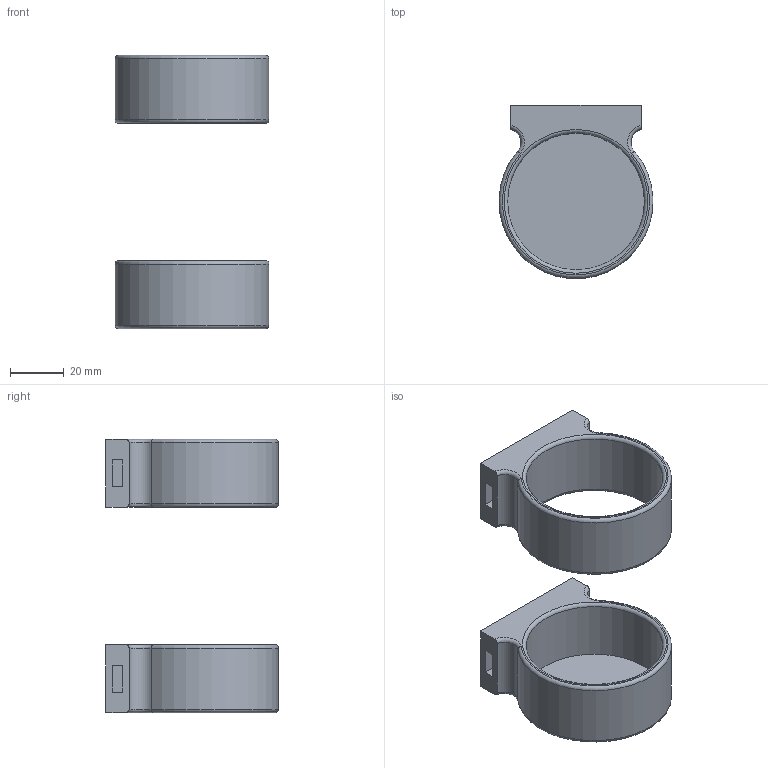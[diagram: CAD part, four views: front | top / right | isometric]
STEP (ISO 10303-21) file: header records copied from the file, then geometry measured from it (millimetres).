
FILE_DESCRIPTION(/* description */ (''),/* implementation_level */ '2;1');
FILE_NAME(/* name */ 'Vinyl Holder.step',/* time_stamp */ '2024-05-07T06:18:35-04:00',/* author */ (''),/* organization */ (''),/* preprocessor_version */ 'ST-DEVELOPER v20',/* originating_system */ 'Autodesk Translation Framework v12.20.1.177',/* authorisation */ '');
FILE_SCHEMA (('AUTOMOTIVE_DESIGN { 1 0 10303 214 3 1 1 }'));
Length unit declared in the file: inch
Products named in the file (3): Vinyl Holder; Bottom; Top
Assembly tree (2 placements, depth 2):
  Vinyl Holder
    Bottom
    Top
Bounding box: 57.11 x 64.06 x 101.4 mm (x, y, z)
Volume: 54698.1 mm3; surface area: 26539.5 mm2
Topology: 2 solids, 2 shells, 54 faces, 127 edges, 82 vertices
Faces by surface type: plane 31, torus 15, cylinder 8
Full cylindrical faces by diameter (mm): 50.8 x2
Entity records: 1699 total; most frequent: CARTESIAN_POINT 340, DIRECTION 282, ORIENTED_EDGE 254, EDGE_CURVE 127, AXIS2_PLACEMENT_3D 104, VERTEX_POINT 82, LINE 74, VECTOR 74
